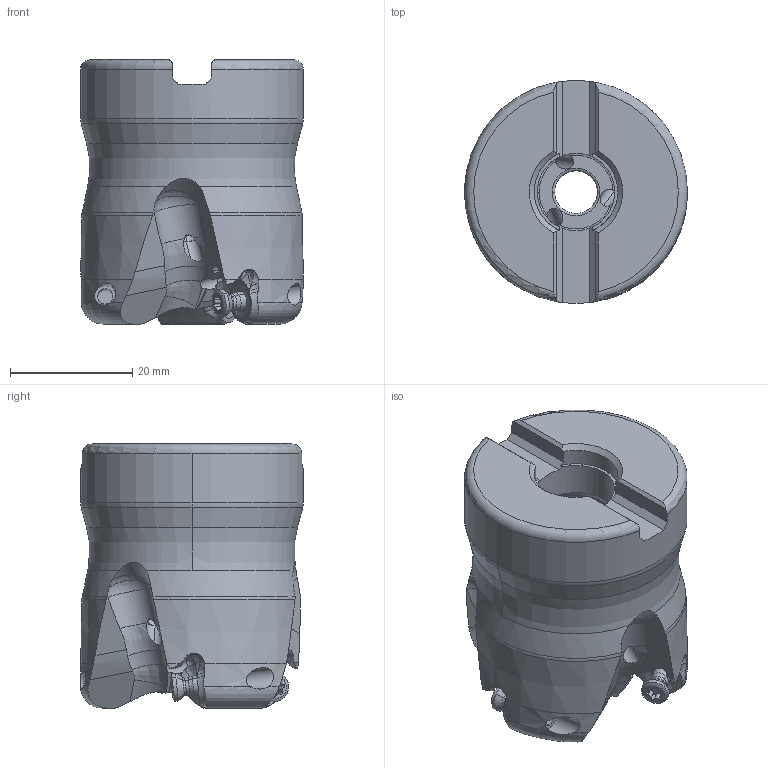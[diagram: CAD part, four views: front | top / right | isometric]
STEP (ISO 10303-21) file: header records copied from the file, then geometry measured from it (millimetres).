
FILE_DESCRIPTION(/* description */ (''),/* implementation_level */ '2;1');
FILE_NAME(/* name */ 'WWX200UR1_5003SA.stp',/* time_stamp */ '2022-11-25T16:42:54+09:00',/* author */ (''),/* organization */ (''),/* preprocessor_version */ 'ST-DEVELOPER v16',/* originating_system */ 'SIEMENS PLM Software NX 10.0',/* authorisation */ '');
FILE_SCHEMA (('AUTOMOTIVE_DESIGN { 1 0 10303 214 3 1 1 1 }'));
Length unit declared in the file: millimetre
Products named in the file (1): WWX200UR1_5003SA_ASM
Bounding box: 36.51 x 36.51 x 43.26 mm (x, y, z)
Volume: 32633.6 mm3; surface area: 9116.4 mm2
Topology: 4 solids, 4 shells, 426 faces, 1258 edges, 817 vertices
Faces by surface type: cylinder 138, plane 108, sphere 48, bspline 45, cone 34, torus 32, extrusion 21
Entity records: 23027 total; most frequent: CARTESIAN_POINT 12371, ORIENTED_EDGE 2456, DIRECTION 1919, EDGE_CURVE 1228, AXIS2_PLACEMENT_3D 812, VERTEX_POINT 811, B_SPLINE_CURVE_WITH_KNOTS 543, EDGE_LOOP 441
